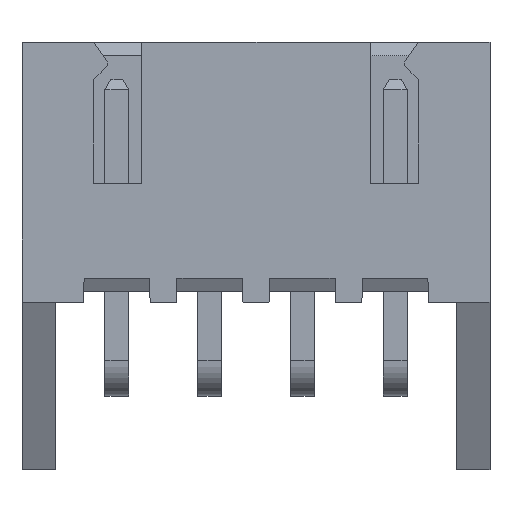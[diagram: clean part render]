
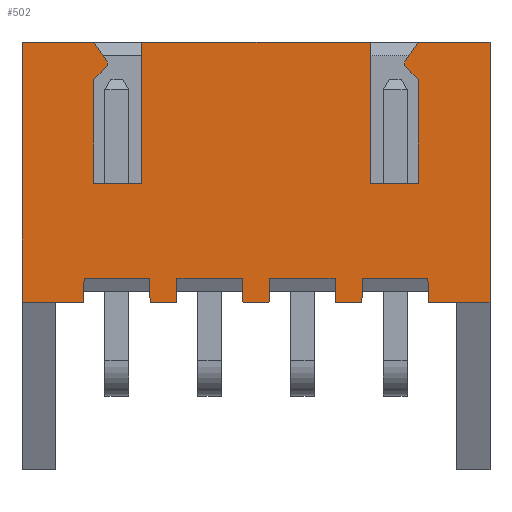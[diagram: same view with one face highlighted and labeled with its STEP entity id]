
A CAD part, top view. The second image highlights one B-rep face of the part: STEP entity #502.
In plain terms, the highlighted planar face has unit normal (0, 0, 1).
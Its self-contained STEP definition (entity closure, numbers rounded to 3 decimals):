
#502=ADVANCED_FACE('',(#1211),#1213,.T.);
#1211=FACE_BOUND('',#1212,.T.);
#1212=EDGE_LOOP('',(#1781,#1782,#1783,#1784,#1785,#1786,#1787,#1788,#1789,#1790,
#1791,#1792,#1793,#1794,#1795,#1796,#1797,#1798,#1799,#1800,#1801,#1802,#1803,#1804,
#1805,#1806,#1807,#1808,#1809,#1810,#1811,#1812,#1813,#1814));
#1213=PLANE('',#1214);
#1214=AXIS2_PLACEMENT_3D('',#1215,#1216,#1217);
#1215=CARTESIAN_POINT('',(-10.05,2.2,5.75));
#1216=DIRECTION('',(0.,0.,1.));
#1217=DIRECTION('',(1.,0.,0.));
#1781=ORIENTED_EDGE('',*,*,#2189,.T.);
#1782=ORIENTED_EDGE('',*,*,#2181,.T.);
#1783=ORIENTED_EDGE('',*,*,#2180,.T.);
#1784=ORIENTED_EDGE('',*,*,#2177,.T.);
#1785=ORIENTED_EDGE('',*,*,#2190,.T.);
#1786=ORIENTED_EDGE('',*,*,#2169,.T.);
#1787=ORIENTED_EDGE('',*,*,#2167,.T.);
#1788=ORIENTED_EDGE('',*,*,#2157,.T.);
#1789=ORIENTED_EDGE('',*,*,#2191,.F.);
#1790=ORIENTED_EDGE('',*,*,#2192,.T.);
#1791=ORIENTED_EDGE('',*,*,#2193,.T.);
#1792=ORIENTED_EDGE('',*,*,#2194,.T.);
#1793=ORIENTED_EDGE('',*,*,#2195,.T.);
#1794=ORIENTED_EDGE('',*,*,#2196,.T.);
#1795=ORIENTED_EDGE('',*,*,#2197,.T.);
#1796=ORIENTED_EDGE('',*,*,#2198,.F.);
#1797=ORIENTED_EDGE('',*,*,#2199,.T.);
#1798=ORIENTED_EDGE('',*,*,#2200,.T.);
#1799=ORIENTED_EDGE('',*,*,#2201,.T.);
#1800=ORIENTED_EDGE('',*,*,#2202,.T.);
#1801=ORIENTED_EDGE('',*,*,#2203,.T.);
#1802=ORIENTED_EDGE('',*,*,#2204,.T.);
#1803=ORIENTED_EDGE('',*,*,#2205,.F.);
#1804=ORIENTED_EDGE('',*,*,#2106,.F.);
#1805=ORIENTED_EDGE('',*,*,#2113,.T.);
#1806=ORIENTED_EDGE('',*,*,#2146,.T.);
#1807=ORIENTED_EDGE('',*,*,#2206,.T.);
#1808=ORIENTED_EDGE('',*,*,#2138,.T.);
#1809=ORIENTED_EDGE('',*,*,#2136,.T.);
#1810=ORIENTED_EDGE('',*,*,#2134,.T.);
#1811=ORIENTED_EDGE('',*,*,#2207,.T.);
#1812=ORIENTED_EDGE('',*,*,#2126,.T.);
#1813=ORIENTED_EDGE('',*,*,#2124,.T.);
#1814=ORIENTED_EDGE('',*,*,#2122,.T.);
#2106=EDGE_CURVE('',#2367,#2369,#2370,.T.);
#2113=EDGE_CURVE('',#2367,#2379,#2381,.T.);
#2122=EDGE_CURVE('',#2395,#2393,#2396,.F.);
#2124=EDGE_CURVE('',#2398,#2395,#2399,.T.);
#2126=EDGE_CURVE('',#2401,#2398,#2402,.F.);
#2134=EDGE_CURVE('',#2415,#2413,#2416,.F.);
#2136=EDGE_CURVE('',#2418,#2415,#2419,.T.);
#2138=EDGE_CURVE('',#2421,#2418,#2422,.F.);
#2146=EDGE_CURVE('',#2379,#2433,#2435,.F.);
#2157=EDGE_CURVE('',#2456,#2454,#2457,.T.);
#2167=EDGE_CURVE('',#2471,#2456,#2472,.T.);
#2169=EDGE_CURVE('',#2474,#2471,#2475,.F.);
#2177=EDGE_CURVE('',#2488,#2486,#2489,.F.);
#2180=EDGE_CURVE('',#2491,#2488,#2493,.T.);
#2181=EDGE_CURVE('',#2494,#2491,#2495,.F.);
#2189=EDGE_CURVE('',#2393,#2494,#2507,.F.);
#2190=EDGE_CURVE('',#2486,#2474,#2508,.F.);
#2191=EDGE_CURVE('',#2509,#2454,#2510,.T.);
#2192=EDGE_CURVE('',#2509,#2511,#2512,.F.);
#2193=EDGE_CURVE('',#2511,#2513,#2514,.F.);
#2194=EDGE_CURVE('',#2513,#2515,#2516,.F.);
#2195=EDGE_CURVE('',#2515,#2517,#2518,.F.);
#2196=EDGE_CURVE('',#2517,#2519,#2520,.F.);
#2197=EDGE_CURVE('',#2519,#2521,#2522,.F.);
#2198=EDGE_CURVE('',#2523,#2521,#2524,.T.);
#2199=EDGE_CURVE('',#2523,#2525,#2526,.F.);
#2200=EDGE_CURVE('',#2525,#2527,#2528,.F.);
#2201=EDGE_CURVE('',#2527,#2529,#2530,.F.);
#2202=EDGE_CURVE('',#2529,#2531,#2532,.F.);
#2203=EDGE_CURVE('',#2531,#2533,#2534,.F.);
#2204=EDGE_CURVE('',#2533,#2535,#2536,.F.);
#2205=EDGE_CURVE('',#2369,#2535,#2537,.T.);
#2206=EDGE_CURVE('',#2433,#2421,#2538,.F.);
#2207=EDGE_CURVE('',#2413,#2401,#2539,.F.);
#2367=VERTEX_POINT('',#2810);
#2369=VERTEX_POINT('',#2814);
#2370=LINE('',#2815,#2816);
#2379=VERTEX_POINT('',#2836);
#2381=LINE('',#2840,#2841);
#2393=VERTEX_POINT('',#2868);
#2395=VERTEX_POINT('',#2872);
#2396=LINE('',#2873,#2874);
#2398=VERTEX_POINT('',#2879);
#2399=LINE('',#2880,#2881);
#2401=VERTEX_POINT('',#2886);
#2402=LINE('',#2887,#2888);
#2413=VERTEX_POINT('',#2912);
#2415=VERTEX_POINT('',#2916);
#2416=LINE('',#2917,#2918);
#2418=VERTEX_POINT('',#2923);
#2419=LINE('',#2924,#2925);
#2421=VERTEX_POINT('',#2930);
#2422=LINE('',#2931,#2932);
#2433=VERTEX_POINT('',#2956);
#2435=LINE('',#2960,#2961);
#2454=VERTEX_POINT('',#2999);
#2456=VERTEX_POINT('',#3003);
#2457=LINE('',#3004,#3005);
#2471=VERTEX_POINT('',#3038);
#2472=LINE('',#3039,#3040);
#2474=VERTEX_POINT('',#3045);
#2475=LINE('',#3046,#3047);
#2486=VERTEX_POINT('',#3071);
#2488=VERTEX_POINT('',#3075);
#2489=LINE('',#3076,#3077);
#2491=VERTEX_POINT('',#3082);
#2493=LINE('',#3086,#3087);
#2494=VERTEX_POINT('',#3089);
#2495=LINE('',#3090,#3091);
#2507=LINE('',#3118,#3119);
#2508=LINE('',#3121,#3122);
#2509=VERTEX_POINT('',#3124);
#2510=LINE('',#3125,#3126);
#2511=VERTEX_POINT('',#3128);
#2512=LINE('',#3129,#3130);
#2513=VERTEX_POINT('',#3132);
#2514=LINE('',#3133,#3134);
#2515=VERTEX_POINT('',#3136);
#2516=LINE('',#3137,#3138);
#2517=VERTEX_POINT('',#3140);
#2518=LINE('',#3141,#3142);
#2519=VERTEX_POINT('',#3144);
#2520=LINE('',#3145,#3146);
#2521=VERTEX_POINT('',#3148);
#2522=LINE('',#3149,#3150);
#2523=VERTEX_POINT('',#3152);
#2524=LINE('',#3153,#3154);
#2525=VERTEX_POINT('',#3156);
#2526=LINE('',#3157,#3158);
#2527=VERTEX_POINT('',#3160);
#2528=LINE('',#3161,#3162);
#2529=VERTEX_POINT('',#3164);
#2530=LINE('',#3165,#3166);
#2531=VERTEX_POINT('',#3168);
#2532=LINE('',#3169,#3170);
#2533=VERTEX_POINT('',#3172);
#2534=LINE('',#3173,#3174);
#2535=VERTEX_POINT('',#3176);
#2536=LINE('',#3177,#3178);
#2537=LINE('',#3180,#3181);
#2538=LINE('',#3183,#3184);
#2539=LINE('',#3186,#3187);
#2810=CARTESIAN_POINT('',(-10.05,2.2,5.75));
#2814=CARTESIAN_POINT('',(-10.05,9.2,5.75));
#2815=CARTESIAN_POINT('',(-10.05,2.2,5.75));
#2816=VECTOR('',#2817,1.);
#2817=DIRECTION('',(0.,1.,0.));
#2836=CARTESIAN_POINT('',(-8.4,2.2,5.75));
#2840=CARTESIAN_POINT('',(-10.05,2.2,5.75));
#2841=VECTOR('',#2842,1.);
#2842=DIRECTION('',(1.,0.,0.));
#2868=CARTESIAN_POINT('',(-3.377,2.85,5.75));
#2872=CARTESIAN_POINT('',(-3.4,2.2,5.75));
#2873=CARTESIAN_POINT('',(-3.377,2.85,5.75));
#2874=VECTOR('',#2875,1.);
#2875=DIRECTION('',(-0.035,-0.999,0.));
#2879=CARTESIAN_POINT('',(-4.1,2.2,5.75));
#2880=CARTESIAN_POINT('',(-4.1,2.2,5.75));
#2881=VECTOR('',#2882,1.);
#2882=DIRECTION('',(1.,0.,0.));
#2886=CARTESIAN_POINT('',(-4.123,2.85,5.75));
#2887=CARTESIAN_POINT('',(-4.1,2.2,5.75));
#2888=VECTOR('',#2889,1.);
#2889=DIRECTION('',(-0.035,0.999,0.));
#2912=CARTESIAN_POINT('',(-5.877,2.85,5.75));
#2916=CARTESIAN_POINT('',(-5.9,2.2,5.75));
#2917=CARTESIAN_POINT('',(-5.877,2.85,5.75));
#2918=VECTOR('',#2919,1.);
#2919=DIRECTION('',(-0.035,-0.999,0.));
#2923=CARTESIAN_POINT('',(-6.6,2.2,5.75));
#2924=CARTESIAN_POINT('',(-6.6,2.2,5.75));
#2925=VECTOR('',#2926,1.);
#2926=DIRECTION('',(1.,0.,0.));
#2930=CARTESIAN_POINT('',(-6.623,2.85,5.75));
#2931=CARTESIAN_POINT('',(-6.6,2.2,5.75));
#2932=VECTOR('',#2933,1.);
#2933=DIRECTION('',(-0.035,0.999,0.));
#2956=CARTESIAN_POINT('',(-8.377,2.85,5.75));
#2960=CARTESIAN_POINT('',(-8.377,2.85,5.75));
#2961=VECTOR('',#2962,1.);
#2962=DIRECTION('',(-0.035,-0.999,0.));
#2999=CARTESIAN_POINT('',(2.55,9.2,5.75));
#3003=CARTESIAN_POINT('',(2.55,2.2,5.75));
#3004=CARTESIAN_POINT('',(2.55,2.2,5.75));
#3005=VECTOR('',#3006,1.);
#3006=DIRECTION('',(0.,1.,0.));
#3038=CARTESIAN_POINT('',(0.9,2.2,5.75));
#3039=CARTESIAN_POINT('',(0.9,2.2,5.75));
#3040=VECTOR('',#3041,1.);
#3041=DIRECTION('',(1.,0.,0.));
#3045=CARTESIAN_POINT('',(0.877,2.85,5.75));
#3046=CARTESIAN_POINT('',(0.9,2.2,5.75));
#3047=VECTOR('',#3048,1.);
#3048=DIRECTION('',(-0.035,0.999,0.));
#3071=CARTESIAN_POINT('',(-0.877,2.85,5.75));
#3075=CARTESIAN_POINT('',(-0.9,2.2,5.75));
#3076=CARTESIAN_POINT('',(-0.877,2.85,5.75));
#3077=VECTOR('',#3078,1.);
#3078=DIRECTION('',(-0.035,-0.999,0.));
#3082=CARTESIAN_POINT('',(-1.6,2.2,5.75));
#3086=CARTESIAN_POINT('',(-1.6,2.2,5.75));
#3087=VECTOR('',#3088,1.);
#3088=DIRECTION('',(1.,0.,0.));
#3089=CARTESIAN_POINT('',(-1.623,2.85,5.75));
#3090=CARTESIAN_POINT('',(-1.6,2.2,5.75));
#3091=VECTOR('',#3092,1.);
#3092=DIRECTION('',(-0.035,0.999,0.));
#3118=CARTESIAN_POINT('',(-1.623,2.85,5.75));
#3119=VECTOR('',#3120,1.);
#3120=DIRECTION('',(-1.,0.,0.));
#3121=CARTESIAN_POINT('',(0.877,2.85,5.75));
#3122=VECTOR('',#3123,1.);
#3123=DIRECTION('',(-1.,0.,0.));
#3124=CARTESIAN_POINT('',(0.621,9.2,5.75));
#3125=CARTESIAN_POINT('',(0.621,9.2,5.75));
#3126=VECTOR('',#3127,1.);
#3127=DIRECTION('',(1.,0.,0.));
#3128=CARTESIAN_POINT('',(0.25,8.671,5.75));
#3129=CARTESIAN_POINT('',(0.25,8.671,5.75));
#3130=VECTOR('',#3131,1.);
#3131=DIRECTION('',(0.574,0.819,0.));
#3132=CARTESIAN_POINT('',(0.25,8.571,5.75));
#3133=CARTESIAN_POINT('',(0.25,8.571,5.75));
#3134=VECTOR('',#3135,1.);
#3135=DIRECTION('',(0.,1.,0.));
#3136=CARTESIAN_POINT('',(0.621,8.2,5.75));
#3137=CARTESIAN_POINT('',(0.621,8.2,5.75));
#3138=VECTOR('',#3139,1.);
#3139=DIRECTION('',(-0.707,0.707,0.));
#3140=CARTESIAN_POINT('',(0.621,5.4,5.75));
#3141=CARTESIAN_POINT('',(0.621,5.4,5.75));
#3142=VECTOR('',#3143,1.);
#3143=DIRECTION('',(0.,1.,0.));
#3144=CARTESIAN_POINT('',(-0.679,5.4,5.75));
#3145=CARTESIAN_POINT('',(-0.679,5.4,5.75));
#3146=VECTOR('',#3147,1.);
#3147=DIRECTION('',(1.,0.,0.));
#3148=CARTESIAN_POINT('',(-0.679,9.2,5.75));
#3149=CARTESIAN_POINT('',(-0.679,9.2,5.75));
#3150=VECTOR('',#3151,1.);
#3151=DIRECTION('',(0.,-1.,0.));
#3152=CARTESIAN_POINT('',(-6.821,9.2,5.75));
#3153=CARTESIAN_POINT('',(-6.821,9.2,5.75));
#3154=VECTOR('',#3155,1.);
#3155=DIRECTION('',(1.,0.,0.));
#3156=CARTESIAN_POINT('',(-6.821,5.4,5.75));
#3157=CARTESIAN_POINT('',(-6.821,5.4,5.75));
#3158=VECTOR('',#3159,1.);
#3159=DIRECTION('',(0.,1.,0.));
#3160=CARTESIAN_POINT('',(-8.121,5.4,5.75));
#3161=CARTESIAN_POINT('',(-8.121,5.4,5.75));
#3162=VECTOR('',#3163,1.);
#3163=DIRECTION('',(1.,0.,0.));
#3164=CARTESIAN_POINT('',(-8.121,8.2,5.75));
#3165=CARTESIAN_POINT('',(-8.121,8.2,5.75));
#3166=VECTOR('',#3167,1.);
#3167=DIRECTION('',(0.,-1.,0.));
#3168=CARTESIAN_POINT('',(-7.75,8.571,5.75));
#3169=CARTESIAN_POINT('',(-7.75,8.571,5.75));
#3170=VECTOR('',#3171,1.);
#3171=DIRECTION('',(-0.707,-0.707,0.));
#3172=CARTESIAN_POINT('',(-7.75,8.671,5.75));
#3173=CARTESIAN_POINT('',(-7.75,8.671,5.75));
#3174=VECTOR('',#3175,1.);
#3175=DIRECTION('',(0.,-1.,0.));
#3176=CARTESIAN_POINT('',(-8.121,9.2,5.75));
#3177=CARTESIAN_POINT('',(-8.121,9.2,5.75));
#3178=VECTOR('',#3179,1.);
#3179=DIRECTION('',(0.574,-0.819,0.));
#3180=CARTESIAN_POINT('',(-10.05,9.2,5.75));
#3181=VECTOR('',#3182,1.);
#3182=DIRECTION('',(1.,0.,0.));
#3183=CARTESIAN_POINT('',(-6.623,2.85,5.75));
#3184=VECTOR('',#3185,1.);
#3185=DIRECTION('',(-1.,0.,0.));
#3186=CARTESIAN_POINT('',(-4.123,2.85,5.75));
#3187=VECTOR('',#3188,1.);
#3188=DIRECTION('',(-1.,0.,0.));
